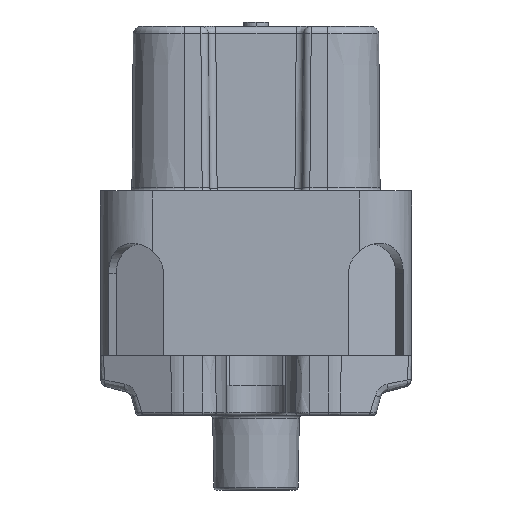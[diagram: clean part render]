
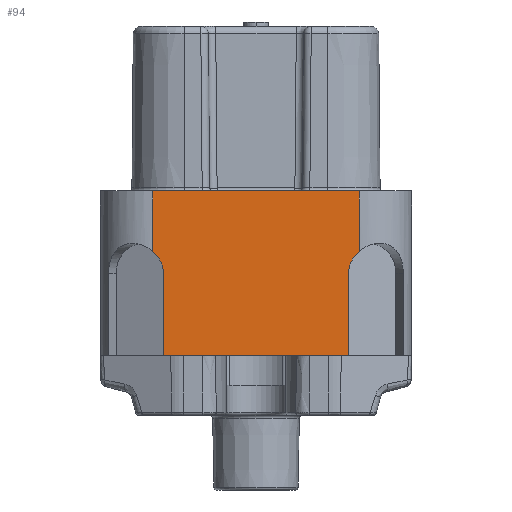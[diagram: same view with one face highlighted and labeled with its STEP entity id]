
A CAD part, front view. The second image highlights one B-rep face of the part: STEP entity #94.
In plain terms, the highlighted planar face has unit normal (0, -1, 0).
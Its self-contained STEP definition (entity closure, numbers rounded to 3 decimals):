
#61 = CARTESIAN_POINT ( 'NONE',  ( 6.9, -10.4, -4.036 ) ) ;
#94 = ADVANCED_FACE ( 'NONE', ( #11846 ), #4056, .T. ) ;
#339 = VERTEX_POINT ( 'NONE', #2918 ) ;
#1177 = VERTEX_POINT ( 'NONE', #4132 ) ;
#1188 = VECTOR ( 'NONE', #5027, 1000. ) ;
#1346 = ORIENTED_EDGE ( 'NONE', *, *, #6798, .F. ) ;
#1440 = CARTESIAN_POINT ( 'NONE',  ( 6.197, -10.4, -5.5 ) ) ;
#1949 = VECTOR ( 'NONE', #12082, 1000. ) ;
#2107 = CARTESIAN_POINT ( 'NONE',  ( -6.9, -10.4, -4.036 ) ) ;
#2177 = ORIENTED_EDGE ( 'NONE', *, *, #4493, .F. ) ;
#2321 = CARTESIAN_POINT ( 'NONE',  ( -10.4, -10.4, -11. ) ) ;
#2389 = ORIENTED_EDGE ( 'NONE', *, *, #12695, .T. ) ;
#2642 = VERTEX_POINT ( 'NONE', #8396 ) ;
#2718 = LINE ( 'NONE', #10602, #1188 ) ;
#2918 = CARTESIAN_POINT ( 'NONE',  ( 6.9, -10.4, 0. ) ) ;
#3122 = ORIENTED_EDGE ( 'NONE', *, *, #6497, .T. ) ;
#3589 = CARTESIAN_POINT ( 'NONE',  ( -6.9, -10.4, -4.036 ) ) ;
#3635 = EDGE_CURVE ( 'NONE', #2642, #6452, #5869, .T. ) ;
#3970 = CARTESIAN_POINT ( 'NONE',  ( 6.197, -10.4, -4.937 ) ) ;
#4056 = PLANE ( 'NONE',  #12897 ) ;
#4132 = CARTESIAN_POINT ( 'NONE',  ( -6.197, -10.4, -5.5 ) ) ;
#4281 = CARTESIAN_POINT ( 'NONE',  ( -6.197, -10.4, -11. ) ) ;
#4360 = ORIENTED_EDGE ( 'NONE', *, *, #13587, .F. ) ;
#4493 = EDGE_CURVE ( 'NONE', #9404, #6452, #5368, .T. ) ;
#4723 = VERTEX_POINT ( 'NONE', #3589 ) ;
#5027 = DIRECTION ( 'NONE',  ( 0., 0., -1. ) ) ;
#5152 = DIRECTION ( 'NONE',  ( 0., 0., -1. ) ) ;
#5368 = LINE ( 'NONE', #14197, #12030 ) ;
#5822 = EDGE_CURVE ( 'NONE', #2642, #1177, #12005, .T. ) ;
#5869 = LINE ( 'NONE', #2321, #13420 ) ;
#6254 = CARTESIAN_POINT ( 'NONE',  ( -10.4, -10.4, -11. ) ) ;
#6325 = CARTESIAN_POINT ( 'NONE',  ( -6.197, -10.4, -5.5 ) ) ;
#6452 = VERTEX_POINT ( 'NONE', #11654 ) ;
#6497 = EDGE_CURVE ( 'NONE', #10217, #339, #6621, .T. ) ;
#6549 = DIRECTION ( 'NONE',  ( 0., 0., 1. ) ) ;
#6621 = LINE ( 'NONE', #13243, #14485 ) ;
#6798 = EDGE_CURVE ( 'NONE', #10217, #9404, #7905, .T. ) ;
#7140 = CARTESIAN_POINT ( 'NONE',  ( 6.197, -10.4, -5.5 ) ) ;
#7627 = VERTEX_POINT ( 'NONE', #10678 ) ;
#7741 = ORIENTED_EDGE ( 'NONE', *, *, #8047, .F. ) ;
#7905 =( BOUNDED_CURVE ( )  B_SPLINE_CURVE ( 3, ( #12797, #14048, #3970, #7140 ),
 .UNSPECIFIED., .F., .F. ) 
 B_SPLINE_CURVE_WITH_KNOTS ( ( 4, 4 ),
 ( 5.462, 6.283 ),
 .UNSPECIFIED. ) 
 CURVE ( )  GEOMETRIC_REPRESENTATION_ITEM ( )  RATIONAL_B_SPLINE_CURVE ( ( 1., 0.945, 0.945, 1. ) ) 
 REPRESENTATION_ITEM ( '' )  );
#8047 = EDGE_CURVE ( 'NONE', #1177, #4723, #12401, .T. ) ;
#8396 = CARTESIAN_POINT ( 'NONE',  ( -6.197, -10.4, -11. ) ) ;
#8544 = DIRECTION ( 'NONE',  ( 0., -1., 0. ) ) ;
#9052 = DIRECTION ( 'NONE',  ( 1., 0., 0. ) ) ;
#9404 = VERTEX_POINT ( 'NONE', #1440 ) ;
#10159 = CARTESIAN_POINT ( 'NONE',  ( -10.4, -10.4, 0. ) ) ;
#10217 = VERTEX_POINT ( 'NONE', #61 ) ;
#10602 = CARTESIAN_POINT ( 'NONE',  ( -6.9, -10.4, -11. ) ) ;
#10678 = CARTESIAN_POINT ( 'NONE',  ( -6.9, -10.4, 0. ) ) ;
#10951 = CARTESIAN_POINT ( 'NONE',  ( -6.445, -10.4, -4.42 ) ) ;
#11318 = DIRECTION ( 'NONE',  ( 1., 0., 0. ) ) ;
#11654 = CARTESIAN_POINT ( 'NONE',  ( 6.197, -10.4, -11. ) ) ;
#11717 = ORIENTED_EDGE ( 'NONE', *, *, #5822, .F. ) ;
#11846 = FACE_OUTER_BOUND ( 'NONE', #12120, .T. ) ;
#12005 = LINE ( 'NONE', #4281, #1949 ) ;
#12030 = VECTOR ( 'NONE', #14258, 1000. ) ;
#12082 = DIRECTION ( 'NONE',  ( 0., 0., 1. ) ) ;
#12120 = EDGE_LOOP ( 'NONE', ( #11717, #14220, #2177, #1346, #3122, #4360, #2389, #7741 ) ) ;
#12190 = CARTESIAN_POINT ( 'NONE',  ( -6.197, -10.4, -4.937 ) ) ;
#12355 = LINE ( 'NONE', #10159, #13669 ) ;
#12401 =( BOUNDED_CURVE ( )  B_SPLINE_CURVE ( 3, ( #6325, #12190, #10951, #2107 ),
 .UNSPECIFIED., .F., .F. ) 
 B_SPLINE_CURVE_WITH_KNOTS ( ( 4, 4 ),
 ( 0., 0.821 ),
 .UNSPECIFIED. ) 
 CURVE ( )  GEOMETRIC_REPRESENTATION_ITEM ( )  RATIONAL_B_SPLINE_CURVE ( ( 1., 0.945, 0.945, 1. ) ) 
 REPRESENTATION_ITEM ( '' )  );
#12695 = EDGE_CURVE ( 'NONE', #7627, #4723, #2718, .T. ) ;
#12797 = CARTESIAN_POINT ( 'NONE',  ( 6.9, -10.4, -4.036 ) ) ;
#12897 = AXIS2_PLACEMENT_3D ( 'NONE', #6254, #8544, #5152 ) ;
#13243 = CARTESIAN_POINT ( 'NONE',  ( 6.9, -10.4, -11. ) ) ;
#13420 = VECTOR ( 'NONE', #11318, 1000. ) ;
#13587 = EDGE_CURVE ( 'NONE', #7627, #339, #12355, .T. ) ;
#13669 = VECTOR ( 'NONE', #9052, 1000. ) ;
#14048 = CARTESIAN_POINT ( 'NONE',  ( 6.445, -10.4, -4.42 ) ) ;
#14197 = CARTESIAN_POINT ( 'NONE',  ( 6.197, -10.4, -11. ) ) ;
#14220 = ORIENTED_EDGE ( 'NONE', *, *, #3635, .T. ) ;
#14258 = DIRECTION ( 'NONE',  ( 0., 0., -1. ) ) ;
#14485 = VECTOR ( 'NONE', #6549, 1000. ) ;
